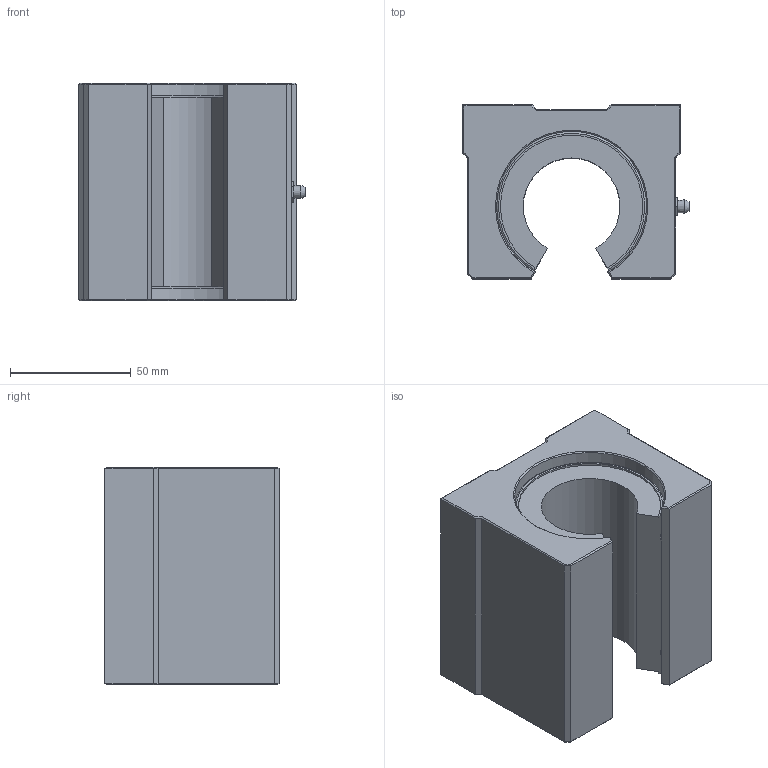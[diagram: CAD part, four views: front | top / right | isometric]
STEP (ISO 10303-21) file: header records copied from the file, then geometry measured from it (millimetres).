
FILE_DESCRIPTION (( 'STEP AP214' ), '1' );
FILE_NAME ('KBA40UUOP-Rollco.step', '2024-02-16T10:29:11', ( '' ), ( '' ), 'SwSTEP 2.0', 'SolidWorks 2010', '' );
FILE_SCHEMA (( 'AUTOMOTIVE_DESIGN' ));
Length unit declared in the file: millimetre
Products named in the file (4): Linear-Ball-Bearing-Unit-KBA-GUUOP(Bearing-Unit-KBA40GUUOP-Rollco); Linear-Ball-Bearing-LME-UUOP-Rollco(Bearing-LME40UUOP-Rollco); Lubrication-Nipple-Rollco; KBA40UUOP-Rollco
Assembly tree (3 placements, depth 2):
  KBA40UUOP-Rollco
    Linear-Ball-Bearing-Unit-KBA-GUUOP(Bearing-Unit-KBA40GUUOP-Rollco)
    Linear-Ball-Bearing-LME-UUOP-Rollco(Bearing-LME40UUOP-Rollco)
    Lubrication-Nipple-Rollco
Bounding box: 93.64 x 72 x 90 mm (x, y, z)
Volume: 396650.9 mm3; surface area: 75765.4 mm2
Topology: 3 solids, 3 shells, 101 faces, 235 edges, 143 vertices
Faces by surface type: plane 73, cylinder 16, cone 9, torus 2, sphere 1
Full cylindrical faces by diameter (mm): 2 x1, 5.639 x1, 6 x1, 10 x4
Entity records: 2912 total; most frequent: CARTESIAN_POINT 536, DIRECTION 468, ORIENTED_EDGE 432, EDGE_CURVE 216, LINE 168, VECTOR 168, AXIS2_PLACEMENT_3D 150, VERTEX_POINT 138
